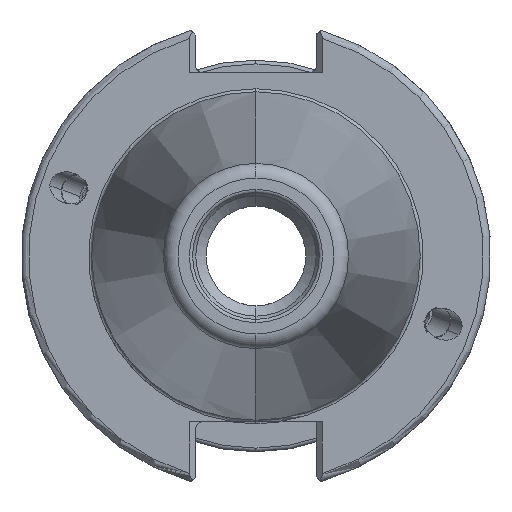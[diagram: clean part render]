
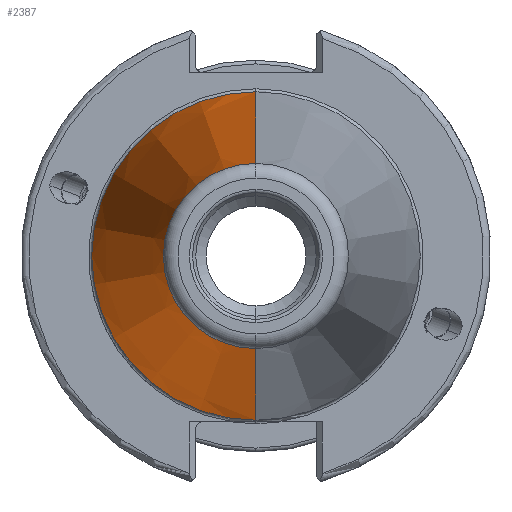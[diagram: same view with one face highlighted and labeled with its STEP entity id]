
A CAD part, left-side view. The second image highlights one B-rep face of the part: STEP entity #2387.
In plain terms, the highlighted conical face has half-angle 8.297 degrees and reference radius 22.225 mm.
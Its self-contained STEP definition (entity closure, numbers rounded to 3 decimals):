
#104 = EDGE_LOOP ( 'NONE', ( #1000, #1039, #1027, #1052 ) ) ;
#172 = CARTESIAN_POINT ( 'NONE',  ( -80., 0., -22.225 ) ) ;
#355 = CARTESIAN_POINT ( 'NONE',  ( -80., 0., 22.225 ) ) ;
#404 = EDGE_CURVE ( 'NONE', #5914, #1228, #3341, .T. ) ;
#504 = CARTESIAN_POINT ( 'NONE',  ( -146.539, 0., -12.522 ) ) ;
#615 = VECTOR ( 'NONE', #2903, 1000. ) ;
#619 = LINE ( 'NONE', #3537, #615 ) ;
#690 = EDGE_CURVE ( 'NONE', #5914, #5306, #3035, .T. ) ;
#872 = AXIS2_PLACEMENT_3D ( 'NONE', #2400, #2313, #2457 ) ;
#1000 = ORIENTED_EDGE ( 'NONE', *, *, #404, .F. ) ;
#1027 = ORIENTED_EDGE ( 'NONE', *, *, #4806, .T. ) ;
#1039 = ORIENTED_EDGE ( 'NONE', *, *, #690, .T. ) ;
#1052 = ORIENTED_EDGE ( 'NONE', *, *, #3023, .F. ) ;
#1228 = VERTEX_POINT ( 'NONE', #504 ) ;
#2086 = CONICAL_SURFACE ( 'NONE', #872, 22.225, 0.145 ) ;
#2220 = FACE_OUTER_BOUND ( 'NONE', #104, .T. ) ;
#2269 = AXIS2_PLACEMENT_3D ( 'NONE', #2894, #2877, #2872 ) ;
#2313 = DIRECTION ( 'NONE',  ( 1., 0., 0. ) ) ;
#2387 = ADVANCED_FACE ( 'NONE', ( #2220 ), #2086, .T. ) ;
#2400 = CARTESIAN_POINT ( 'NONE',  ( -80., 0., 0. ) ) ;
#2457 = DIRECTION ( 'NONE',  ( 0., 0., -1. ) ) ;
#2521 = CARTESIAN_POINT ( 'NONE',  ( -80., 0., 22.225 ) ) ;
#2686 = AXIS2_PLACEMENT_3D ( 'NONE', #4538, #4470, #4510 ) ;
#2706 = CARTESIAN_POINT ( 'NONE',  ( -146.539, 0., 12.522 ) ) ;
#2872 = DIRECTION ( 'NONE',  ( 0., 0., 1. ) ) ;
#2877 = DIRECTION ( 'NONE',  ( -1., 0., 0. ) ) ;
#2894 = CARTESIAN_POINT ( 'NONE',  ( -80., 0., 0. ) ) ;
#2903 = DIRECTION ( 'NONE',  ( 0.99, 0., -0.144 ) ) ;
#2912 = DIRECTION ( 'NONE',  ( 0.99, 0., 0.144 ) ) ;
#3023 = EDGE_CURVE ( 'NONE', #1228, #3683, #619, .T. ) ;
#3029 = VECTOR ( 'NONE', #2912, 1000. ) ;
#3035 = LINE ( 'NONE', #2521, #3029 ) ;
#3341 = CIRCLE ( 'NONE', #2686, 12.522 ) ;
#3537 = CARTESIAN_POINT ( 'NONE',  ( -80., 0., -22.225 ) ) ;
#3683 = VERTEX_POINT ( 'NONE', #172 ) ;
#4470 = DIRECTION ( 'NONE',  ( -1., 0., 0. ) ) ;
#4510 = DIRECTION ( 'NONE',  ( 0., 0., 1. ) ) ;
#4538 = CARTESIAN_POINT ( 'NONE',  ( -146.539, 0., 0. ) ) ;
#4806 = EDGE_CURVE ( 'NONE', #5306, #3683, #6214, .T. ) ;
#5306 = VERTEX_POINT ( 'NONE', #355 ) ;
#5914 = VERTEX_POINT ( 'NONE', #2706 ) ;
#6214 = CIRCLE ( 'NONE', #2269, 22.225 ) ;
